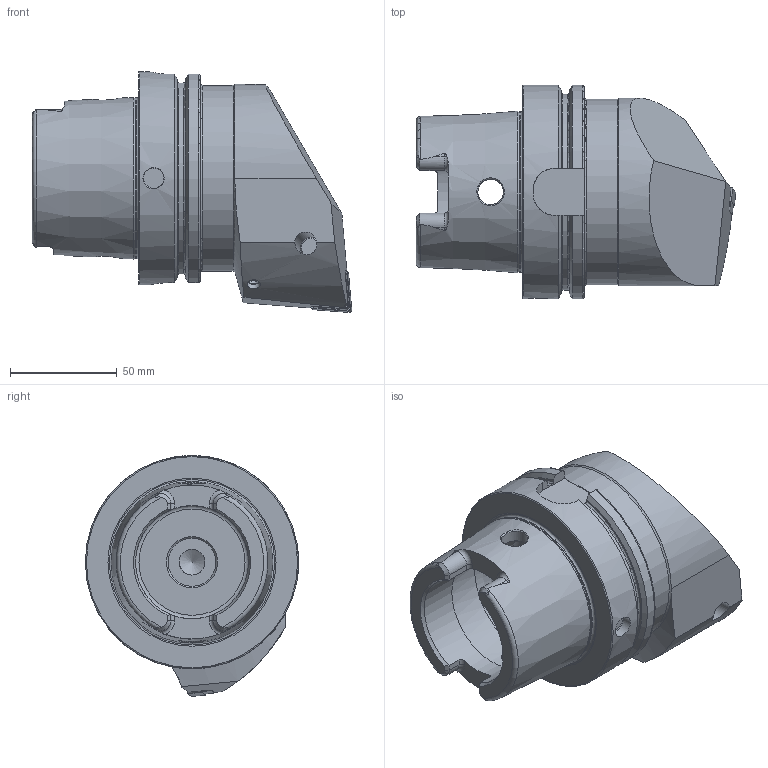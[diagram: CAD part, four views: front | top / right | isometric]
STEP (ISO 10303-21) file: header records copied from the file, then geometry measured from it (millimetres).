
FILE_DESCRIPTION (( 'STEP AP214' ), '1' );
FILE_NAME ('HA0.PCF.RLA.100-HP.STEP', '2020-11-23T10:40:45', ( '' ), ( '' ), 'SwSTEP 2.0', 'SolidWorks 2017', '' );
FILE_SCHEMA (( 'AUTOMOTIVE_DESIGN' ));
Length unit declared in the file: millimetre
Products named in the file (14): HA0.PCF.RLA.100-HP; DIN 7991 - M5x15; WCF-ER3.101.000_A; WCF-ER1.101.000; WCF-ER4.101.027_A; KVT_MB_600_060; CHP-ER1.015.006; CHP-ER1.015.006_A; CHP-ER1.008.014_A; WCF-ER2.101.004_A; ISO 8752 2x8; CNMG190612; HA0-PCF.RLA.100-HP_A_Fertigbearbeitung; DIN 3771 - 13x1
Assembly tree (13 placements, depth 3):
  HA0.PCF.RLA.100-HP
    HA0-PCF.RLA.100-HP_A_Fertigbearbeitung
    KVT_MB_600_060
    CHP-ER1.008.014_A
    CHP-ER1.015.006
      CHP-ER1.015.006_A
      DIN 3771 - 13x1
      DIN 7991 - M5x15
    ISO 8752 2x8
    WCF-ER2.101.004_A
    WCF-ER1.101.000
    WCF-ER3.101.000_A
    WCF-ER4.101.027_A
    CNMG190612
Bounding box: 149.81 x 100 x 112.92 mm (x, y, z)
Volume: 573283.8 mm3; surface area: 78488.9 mm2
Topology: 13 solids, 13 shells, 395 faces, 973 edges, 601 vertices
Faces by surface type: plane 165, cylinder 90, cone 84, torus 36, bspline 19, sphere 1
Full cylindrical faces by diameter (mm): 2 x1, 2.5 x1, 3 x1, 4.2 x2, 4.45 x1, 5 x5, 5.2 x1, 5.5 x1, 6 x3, 7 x1, 7.94 x1, 8 x1, 8.6 x1, 9 x1, 9.6 x1, 9.9 x2, 10 x3, 10.2 x1, 12 x3, 13.4 x1, 15 x4, 22.5 x1, 26 x1, 53 x2, 63 x1, 75.265 x1, 87 x1, 100 x1
Entity records: 14792 total; most frequent: CARTESIAN_POINT 4849, DIRECTION 1689, ORIENTED_EDGE 1642, EDGE_CURVE 821, AXIS2_PLACEMENT_3D 675, VERTEX_POINT 567, EDGE_LOOP 532, FACE_OUTER_BOUND 454
